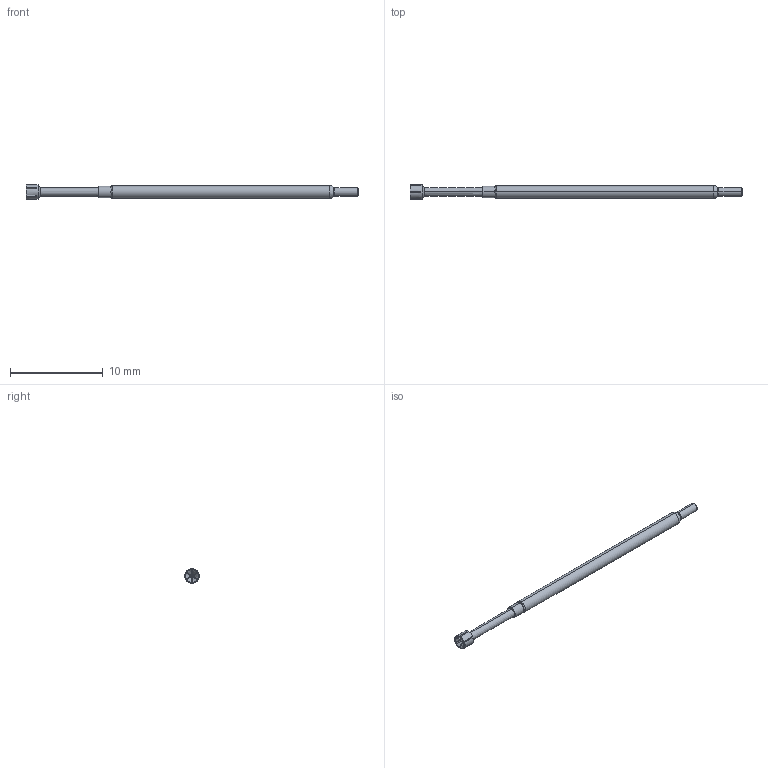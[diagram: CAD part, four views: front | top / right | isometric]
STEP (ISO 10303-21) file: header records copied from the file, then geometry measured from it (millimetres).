
FILE_DESCRIPTION (( 'STEP AP214' ), '1' );
FILE_NAME ('X75-2552.STEP', '2022-01-12T22:55:45', ( '' ), ( '' ), 'SwSTEP 2.0', 'SolidWorks 2020', '' );
FILE_SCHEMA (( 'AUTOMOTIVE_DESIGN' ));
Length unit declared in the file: inch
Products named in the file (1): X75-2552
Bounding box: 35.81 x 1.56 x 1.56 mm (x, y, z)
Volume: 44.9 mm3; surface area: 149.7 mm2
Topology: 1 solids, 1 shells, 67 faces, 170 edges, 106 vertices
Faces by surface type: plane 21, cylinder 20, cone 18, torus 8
Entity records: 3006 total; most frequent: CARTESIAN_POINT 491, DIRECTION 346, ORIENTED_EDGE 340, EDGE_CURVE 170, AXIS2_PLACEMENT_3D 148, VERTEX_POINT 106, CIRCLE 80, DIMENSIONAL_EXPONENTS 70
